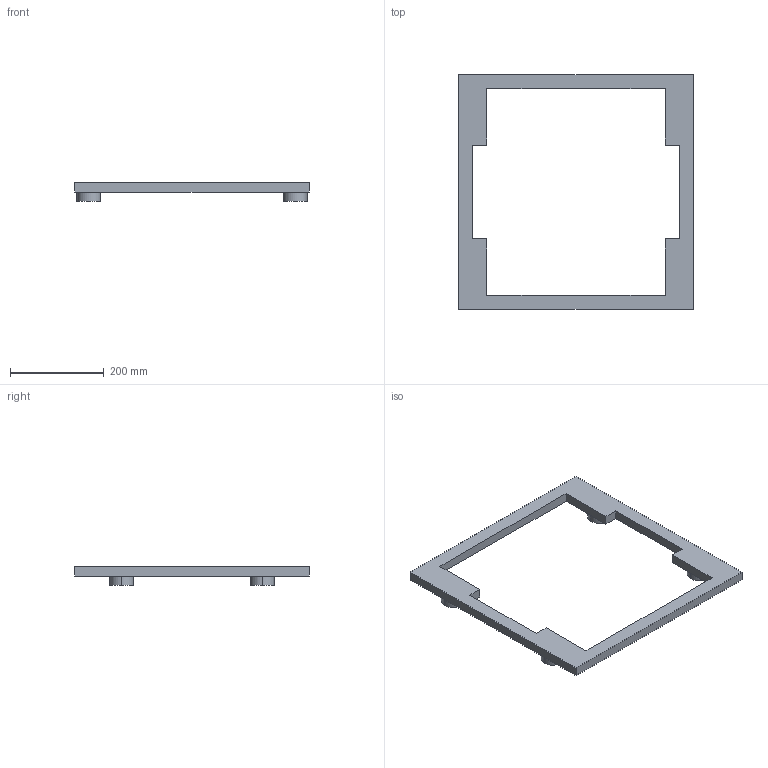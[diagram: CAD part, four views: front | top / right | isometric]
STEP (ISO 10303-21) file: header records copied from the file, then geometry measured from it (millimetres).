
FILE_DESCRIPTION(('CATIA V5 STEP Exchange'),'2;1');
FILE_NAME('Chassis.stp','2024-06-21T17:37:43+00:00',('none'),('none'),'CATIA Version 5 Release 21 GA (IN-10)','CATIA V5 STEP AP203','none');
FILE_SCHEMA(('CONFIG_CONTROL_DESIGN'));
Length unit declared in the file: millimetre
Products named in the file (1): Part6
Bounding box: 500 x 500 x 40 mm (x, y, z)
Volume: 1573079.6 mm3; surface area: 229366.4 mm2
Topology: 1 solids, 1 shells, 30 faces, 76 edges, 52 vertices
Faces by surface type: plane 22, cylinder 8
Entity records: 883 total; most frequent: ORIENTED_EDGE 152, CARTESIAN_POINT 148, DIRECTION 114, EDGE_CURVE 76, VECTOR 60, LINE 60, VERTEX_POINT 52, AXIS2_PLACEMENT_3D 36
